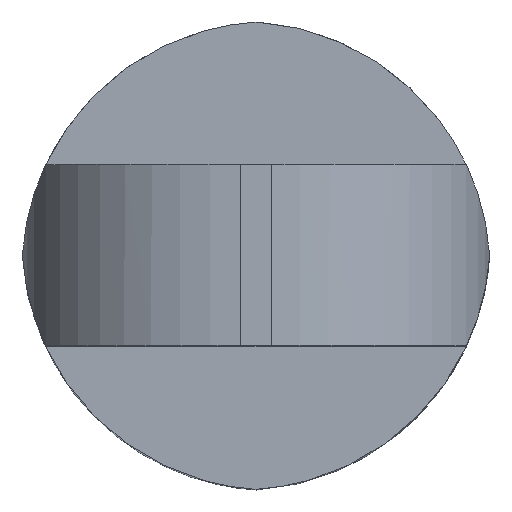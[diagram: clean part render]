
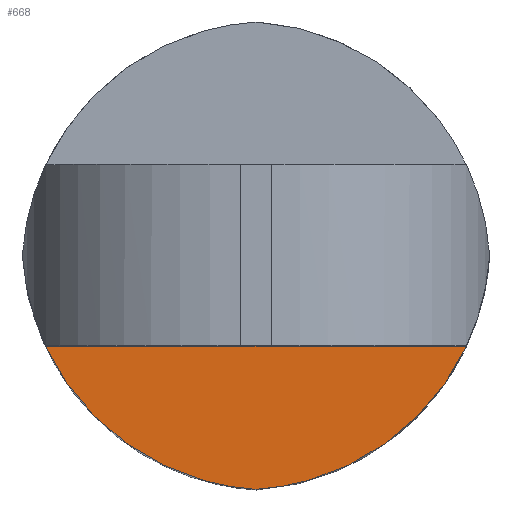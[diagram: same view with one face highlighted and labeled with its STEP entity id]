
A CAD part, top view. The second image highlights one B-rep face of the part: STEP entity #668.
In plain terms, the highlighted planar face has unit normal (0, 0, 1).
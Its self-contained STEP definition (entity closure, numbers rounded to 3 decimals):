
#9 = B_SPLINE_CURVE_WITH_KNOTS ( 'NONE', 3,
 ( #221, #495, #726, #782 ),
 .UNSPECIFIED., .F., .F.,
 ( 4, 4 ),
 ( 0., 1. ),
 .UNSPECIFIED. ) ;
#19 = DIRECTION ( 'NONE',  ( 0., 0., -1. ) ) ;
#21 = CARTESIAN_POINT ( 'NONE',  ( 170.742, 83.1, 97.8 ) ) ;
#54 = VERTEX_POINT ( 'NONE', #21 ) ;
#71 = CARTESIAN_POINT ( 'NONE',  ( 157.949, 81.853, 97.8 ) ) ;
#133 = CARTESIAN_POINT ( 'NONE',  ( 163.284, 78.56, 97.8 ) ) ;
#163 = CARTESIAN_POINT ( 'NONE',  ( 122.901, -0.2, 97.8 ) ) ;
#199 = CARTESIAN_POINT ( 'NONE',  ( 158.879, 80.763, 97.8 ) ) ;
#203 = CARTESIAN_POINT ( 'NONE',  ( 160.594, 79.482, 97.8 ) ) ;
#221 = CARTESIAN_POINT ( 'NONE',  ( 157.258, 83.1, 97.8 ) ) ;
#288 = CARTESIAN_POINT ( 'NONE',  ( 170.742, 83.1, 97.8 ) ) ;
#293 = CARTESIAN_POINT ( 'NONE',  ( 170.439, 82.455, 97.8 ) ) ;
#343 = ORIENTED_EDGE ( 'NONE', *, *, #395, .F. ) ;
#346 = CARTESIAN_POINT ( 'NONE',  ( 159.409, 80.288, 97.8 ) ) ;
#373 = CARTESIAN_POINT ( 'NONE',  ( 169.124, 80.766, 97.8 ) ) ;
#395 = EDGE_CURVE ( 'NONE', #555, #54, #9, .T. ) ;
#415 = B_SPLINE_CURVE_WITH_KNOTS ( 'NONE', 3,
 ( #869, #734, #71, #199, #346, #203, #545, #529, #133, #811 ),
 .UNSPECIFIED., .F., .F.,
 ( 4, 2, 2, 2, 4 ),
 ( 0., 0.25, 0.5, 0.75, 1. ),
 .UNSPECIFIED. ) ;
#423 = CARTESIAN_POINT ( 'NONE',  ( 164., 78.516, 97.8 ) ) ;
#439 = CARTESIAN_POINT ( 'NONE',  ( 170.049, 81.85, 97.8 ) ) ;
#490 = CARTESIAN_POINT ( 'NONE',  ( 165.417, 78.7, 97.8 ) ) ;
#494 = DIRECTION ( 'NONE',  ( -1., 0., 0. ) ) ;
#495 = CARTESIAN_POINT ( 'NONE',  ( 161.753, 83.1, 97.8 ) ) ;
#529 = CARTESIAN_POINT ( 'NONE',  ( 162.587, 78.699, 97.8 ) ) ;
#533 = EDGE_CURVE ( 'NONE', #555, #659, #415, .T. ) ;
#536 = ORIENTED_EDGE ( 'NONE', *, *, #533, .T. ) ;
#545 = CARTESIAN_POINT ( 'NONE',  ( 161.23, 79.164, 97.8 ) ) ;
#555 = VERTEX_POINT ( 'NONE', #793 ) ;
#620 = PLANE ( 'NONE',  #832 ) ;
#629 = FACE_OUTER_BOUND ( 'NONE', #737, .T. ) ;
#659 = VERTEX_POINT ( 'NONE', #423 ) ;
#668 = ADVANCED_FACE ( 'NONE', ( #629 ), #620, .F. ) ;
#704 = CARTESIAN_POINT ( 'NONE',  ( 168.588, 80.285, 97.8 ) ) ;
#712 = EDGE_CURVE ( 'NONE', #54, #659, #806, .T. ) ;
#726 = CARTESIAN_POINT ( 'NONE',  ( 166.247, 83.1, 97.8 ) ) ;
#734 = CARTESIAN_POINT ( 'NONE',  ( 157.563, 82.451, 97.8 ) ) ;
#737 = EDGE_LOOP ( 'NONE', ( #536, #817, #343 ) ) ;
#757 = CARTESIAN_POINT ( 'NONE',  ( 164., 78.516, 97.8 ) ) ;
#766 = CARTESIAN_POINT ( 'NONE',  ( 166.766, 79.162, 97.8 ) ) ;
#782 = CARTESIAN_POINT ( 'NONE',  ( 170.742, 83.1, 97.8 ) ) ;
#793 = CARTESIAN_POINT ( 'NONE',  ( 157.258, 83.1, 97.8 ) ) ;
#806 = B_SPLINE_CURVE_WITH_KNOTS ( 'NONE', 3,
 ( #288, #293, #439, #373, #704, #824, #766, #490, #833, #757 ),
 .UNSPECIFIED., .F., .F.,
 ( 4, 2, 2, 2, 4 ),
 ( 0., 0.25, 0.5, 0.75, 1. ),
 .UNSPECIFIED. ) ;
#811 = CARTESIAN_POINT ( 'NONE',  ( 164., 78.516, 97.8 ) ) ;
#817 = ORIENTED_EDGE ( 'NONE', *, *, #712, .F. ) ;
#824 = CARTESIAN_POINT ( 'NONE',  ( 167.409, 79.484, 97.8 ) ) ;
#832 = AXIS2_PLACEMENT_3D ( 'NONE', #163, #19, #494 ) ;
#833 = CARTESIAN_POINT ( 'NONE',  ( 164.711, 78.56, 97.8 ) ) ;
#869 = CARTESIAN_POINT ( 'NONE',  ( 157.258, 83.1, 97.8 ) ) ;
